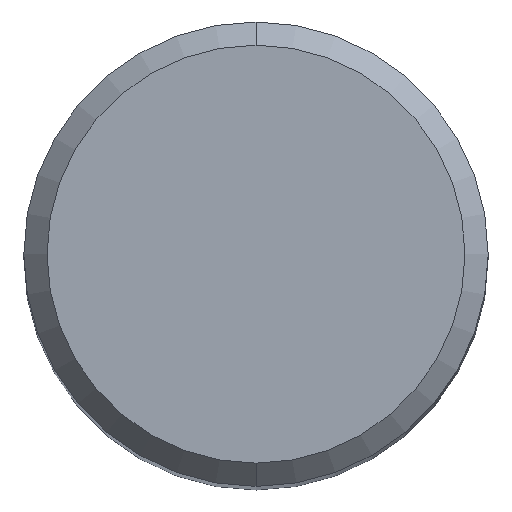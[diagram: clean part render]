
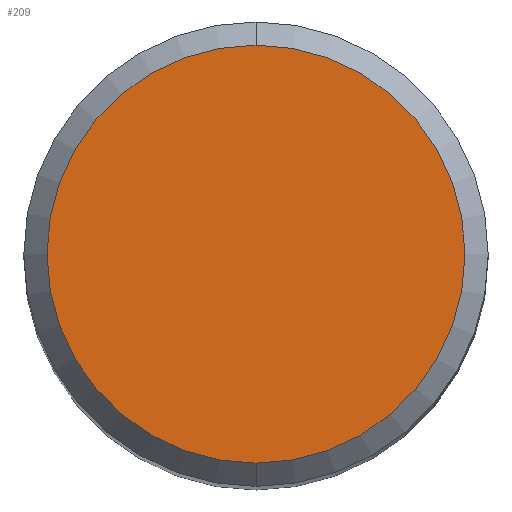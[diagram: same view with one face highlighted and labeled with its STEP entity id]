
A CAD part, top view. The second image highlights one B-rep face of the part: STEP entity #209.
In plain terms, the highlighted planar face has unit normal (0, 0, 1).
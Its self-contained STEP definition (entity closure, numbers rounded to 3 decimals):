
#209=ADVANCED_FACE('',(#518),#519,.T.);
#255=EDGE_CURVE('',#359,#341,#570,.T.);
#315=EDGE_CURVE('',#341,#359,#634,.T.);
#341=VERTEX_POINT('',#663);
#359=VERTEX_POINT('',#682);
#518=FACE_OUTER_BOUND('',#937,.T.);
#519=PLANE('',#938);
#570=CIRCLE('',#1057,5.4);
#634=CIRCLE('',#1169,5.4);
#663=CARTESIAN_POINT('',(0.,-5.4,0.0));
#682=CARTESIAN_POINT('',(0.0,5.4,0.0));
#937=EDGE_LOOP('',(#1535,#1536));
#938=AXIS2_PLACEMENT_3D('',#1537,#1538,#1539);
#1057=AXIS2_PLACEMENT_3D('',#1601,#1602,#1603);
#1169=AXIS2_PLACEMENT_3D('',#1657,#1658,#1659);
#1535=ORIENTED_EDGE('',*,*,#255,.F.);
#1536=ORIENTED_EDGE('',*,*,#315,.F.);
#1537=CARTESIAN_POINT('',(0.0,2.7,0.0));
#1538=DIRECTION('',(-0.0,0.0,1.0));
#1539=DIRECTION('',(0.0,-1.0,0.0));
#1601=CARTESIAN_POINT('',(0.0,0.0,0.0));
#1602=DIRECTION('',(0.0,0.0,-1.0));
#1603=DIRECTION('',(0.0,1.0,0.0));
#1657=CARTESIAN_POINT('',(0.0,0.0,0.0));
#1658=DIRECTION('',(0.0,0.0,-1.0));
#1659=DIRECTION('',(0.0,1.0,0.0));
